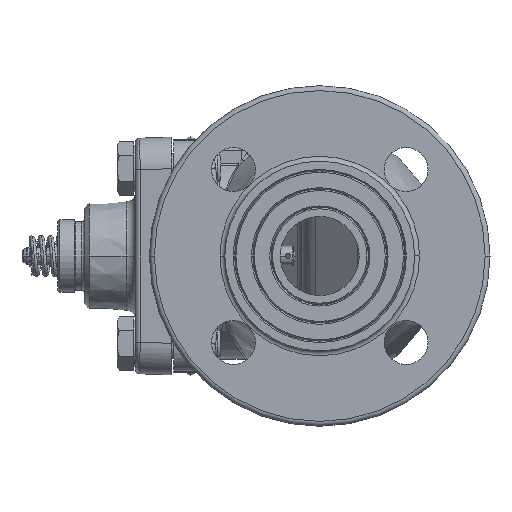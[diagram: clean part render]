
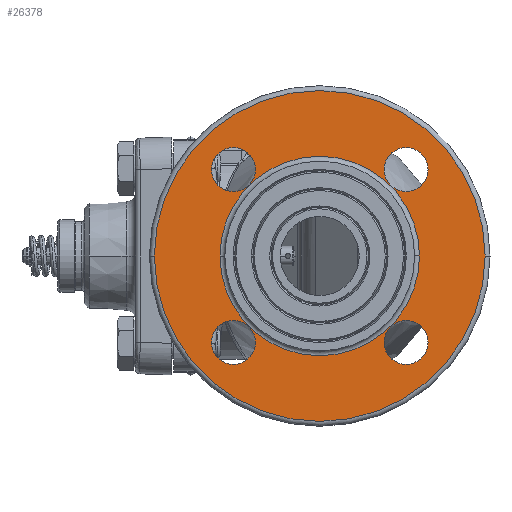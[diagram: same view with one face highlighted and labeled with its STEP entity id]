
A CAD part, left-side view. The second image highlights one B-rep face of the part: STEP entity #26378.
In plain terms, the highlighted planar face has unit normal (-1, 0, 0).
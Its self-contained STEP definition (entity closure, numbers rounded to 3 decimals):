
#3991=CARTESIAN_POINT('',(-88.,0.,0.));
#3992=DIRECTION('',(1.,0.,0.));
#3993=DIRECTION('',(0.,1.,0.));
#3994=AXIS2_PLACEMENT_3D('',#3991,#3992,#3993);
#4001=CARTESIAN_POINT('',(-88.,0.,0.));
#4002=DIRECTION('',(1.,0.,0.));
#4003=DIRECTION('',(0.,-1.,0.));
#4004=AXIS2_PLACEMENT_3D('',#4001,#4002,#4003);
#4006=CARTESIAN_POINT('',(-88.,-35.5,35.5));
#4007=DIRECTION('',(1.,0.,0.));
#4008=DIRECTION('',(0.,1.,0.));
#4009=AXIS2_PLACEMENT_3D('',#4006,#4007,#4008);
#4011=CARTESIAN_POINT('',(-88.,-35.5,35.5));
#4012=DIRECTION('',(1.,0.,0.));
#4013=DIRECTION('',(0.,-1.,0.));
#4014=AXIS2_PLACEMENT_3D('',#4011,#4012,#4013);
#4016=CARTESIAN_POINT('',(-88.,-35.5,-35.5));
#4017=DIRECTION('',(1.,0.,0.));
#4018=DIRECTION('',(0.,1.,0.));
#4019=AXIS2_PLACEMENT_3D('',#4016,#4017,#4018);
#4021=CARTESIAN_POINT('',(-88.,-35.5,-35.5));
#4022=DIRECTION('',(1.,0.,0.));
#4023=DIRECTION('',(0.,-1.,0.));
#4024=AXIS2_PLACEMENT_3D('',#4021,#4022,#4023);
#4026=CARTESIAN_POINT('',(-88.,35.5,35.5));
#4027=DIRECTION('',(1.,0.,0.));
#4028=DIRECTION('',(0.,1.,0.));
#4029=AXIS2_PLACEMENT_3D('',#4026,#4027,#4028);
#4031=CARTESIAN_POINT('',(-88.,35.5,35.5));
#4032=DIRECTION('',(1.,0.,0.));
#4033=DIRECTION('',(0.,-1.,0.));
#4034=AXIS2_PLACEMENT_3D('',#4031,#4032,#4033);
#4036=CARTESIAN_POINT('',(-88.,35.5,-35.5));
#4037=DIRECTION('',(1.,0.,0.));
#4038=DIRECTION('',(0.,1.,0.));
#4039=AXIS2_PLACEMENT_3D('',#4036,#4037,#4038);
#4041=CARTESIAN_POINT('',(-88.,35.5,-35.5));
#4042=DIRECTION('',(1.,0.,0.));
#4043=DIRECTION('',(0.,-1.,0.));
#4044=AXIS2_PLACEMENT_3D('',#4041,#4042,#4043);
#4046=CARTESIAN_POINT('',(-88.,0.,0.));
#4047=DIRECTION('',(-1.,0.,0.));
#4048=DIRECTION('',(0.,1.,0.));
#4049=AXIS2_PLACEMENT_3D('',#4046,#4047,#4048);
#4061=CARTESIAN_POINT('',(-88.,0.,0.));
#4062=DIRECTION('',(-1.,0.,0.));
#4063=DIRECTION('',(0.,-1.,0.));
#4064=AXIS2_PLACEMENT_3D('',#4061,#4062,#4063);
#20481=CARTESIAN_POINT('',(-88.,68.,0.));
#20482=CARTESIAN_POINT('',(-88.,-68.,0.));
#20483=VERTEX_POINT('',#20481);
#20484=VERTEX_POINT('',#20482);
#20489=CARTESIAN_POINT('',(-88.,-41.,0.));
#20490=CARTESIAN_POINT('',(-88.,41.,0.));
#20491=VERTEX_POINT('',#20489);
#20492=VERTEX_POINT('',#20490);
#20701=CARTESIAN_POINT('',(-88.,-26.45,35.5));
#20702=CARTESIAN_POINT('',(-88.,-44.55,35.5));
#20703=VERTEX_POINT('',#20701);
#20704=VERTEX_POINT('',#20702);
#20709=CARTESIAN_POINT('',(-88.,-26.45,-35.5));
#20710=CARTESIAN_POINT('',(-88.,-44.55,-35.5));
#20711=VERTEX_POINT('',#20709);
#20712=VERTEX_POINT('',#20710);
#20717=CARTESIAN_POINT('',(-88.,44.55,35.5));
#20718=CARTESIAN_POINT('',(-88.,26.45,35.5));
#20719=VERTEX_POINT('',#20717);
#20720=VERTEX_POINT('',#20718);
#20725=CARTESIAN_POINT('',(-88.,44.55,-35.5));
#20726=CARTESIAN_POINT('',(-88.,26.45,-35.5));
#20727=VERTEX_POINT('',#20725);
#20728=VERTEX_POINT('',#20726);
#26339=CARTESIAN_POINT('',(-88.,0.,0.));
#26340=DIRECTION('',(1.,0.,0.));
#26341=DIRECTION('',(0.,-1.,0.));
#26342=AXIS2_PLACEMENT_3D('',#26339,#26340,#26341);
#26343=PLANE('',#26342);
#26345=ORIENTED_EDGE('',*,*,#26344,.F.);
#26347=ORIENTED_EDGE('',*,*,#26346,.F.);
#26348=EDGE_LOOP('',(#26345,#26347));
#26349=FACE_OUTER_BOUND('',#26348,.F.);
#26350=ORIENTED_EDGE('',*,*,#26333,.F.);
#26351=ORIENTED_EDGE('',*,*,#26319,.F.);
#26352=EDGE_LOOP('',(#26350,#26351));
#26353=FACE_BOUND('',#26352,.F.);
#26355=ORIENTED_EDGE('',*,*,#26354,.F.);
#26357=ORIENTED_EDGE('',*,*,#26356,.F.);
#26358=EDGE_LOOP('',(#26355,#26357));
#26359=FACE_BOUND('',#26358,.F.);
#26361=ORIENTED_EDGE('',*,*,#26360,.F.);
#26363=ORIENTED_EDGE('',*,*,#26362,.F.);
#26364=EDGE_LOOP('',(#26361,#26363));
#26365=FACE_BOUND('',#26364,.F.);
#26367=ORIENTED_EDGE('',*,*,#26366,.F.);
#26369=ORIENTED_EDGE('',*,*,#26368,.F.);
#26370=EDGE_LOOP('',(#26367,#26369));
#26371=FACE_BOUND('',#26370,.F.);
#26373=ORIENTED_EDGE('',*,*,#26372,.F.);
#26375=ORIENTED_EDGE('',*,*,#26374,.F.);
#26376=EDGE_LOOP('',(#26373,#26375));
#26377=FACE_BOUND('',#26376,.F.);
#3995=CIRCLE('',#3994,41.);
#4005=CIRCLE('',#4004,41.);
#4010=CIRCLE('',#4009,9.05);
#4015=CIRCLE('',#4014,9.05);
#4020=CIRCLE('',#4019,9.05);
#4025=CIRCLE('',#4024,9.05);
#4030=CIRCLE('',#4029,9.05);
#4035=CIRCLE('',#4034,9.05);
#4040=CIRCLE('',#4039,9.05);
#4045=CIRCLE('',#4044,9.05);
#4050=CIRCLE('',#4049,68.);
#4065=CIRCLE('',#4064,68.);
#26319=EDGE_CURVE('',#20492,#20491,#3995,.T.);
#26333=EDGE_CURVE('',#20491,#20492,#4005,.T.);
#26344=EDGE_CURVE('',#20483,#20484,#4050,.T.);
#26346=EDGE_CURVE('',#20484,#20483,#4065,.T.);
#26354=EDGE_CURVE('',#20703,#20704,#4010,.T.);
#26356=EDGE_CURVE('',#20704,#20703,#4015,.T.);
#26360=EDGE_CURVE('',#20711,#20712,#4020,.T.);
#26362=EDGE_CURVE('',#20712,#20711,#4025,.T.);
#26366=EDGE_CURVE('',#20719,#20720,#4030,.T.);
#26368=EDGE_CURVE('',#20720,#20719,#4035,.T.);
#26372=EDGE_CURVE('',#20727,#20728,#4040,.T.);
#26374=EDGE_CURVE('',#20728,#20727,#4045,.T.);
#26378=ADVANCED_FACE('',(#26349,#26353,#26359,#26365,#26371,#26377),#26343,.F.);
